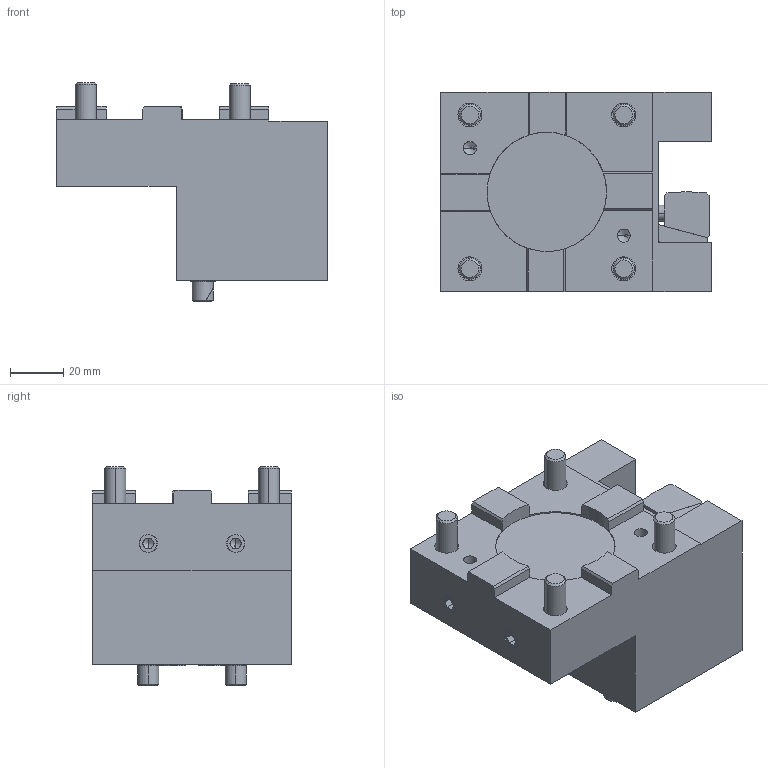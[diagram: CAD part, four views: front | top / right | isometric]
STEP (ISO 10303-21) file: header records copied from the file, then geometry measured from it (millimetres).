
FILE_DESCRIPTION (( 'STEP AP203' ), '1' );
FILE_NAME ('04-0982.STEP', '2023-06-22T16:39:10', ( '' ), ( '' ), 'SwSTEP 2.0', 'SolidWorks 2022', '' );
FILE_SCHEMA (( 'CONFIG_CONTROL_DESIGN' ));
Length unit declared in the file: inch
Products named in the file (1): 04-0982
Bounding box: 102 x 75 x 82.5 mm (x, y, z)
Surface area: 64649.9 mm2 (no closed solid volume)
Topology: 0 solids, 24 shells, 486 faces, 1207 edges, 731 vertices
Faces by surface type: plane 255, cylinder 114, cone 93, bspline 24
Entity records: 15330 total; most frequent: CARTESIAN_POINT 3959, DIRECTION 2410, ORIENTED_EDGE 2258, EDGE_CURVE 1163, AXIS2_PLACEMENT_3D 870, VERTEX_POINT 731, VECTOR 670, LINE 670
